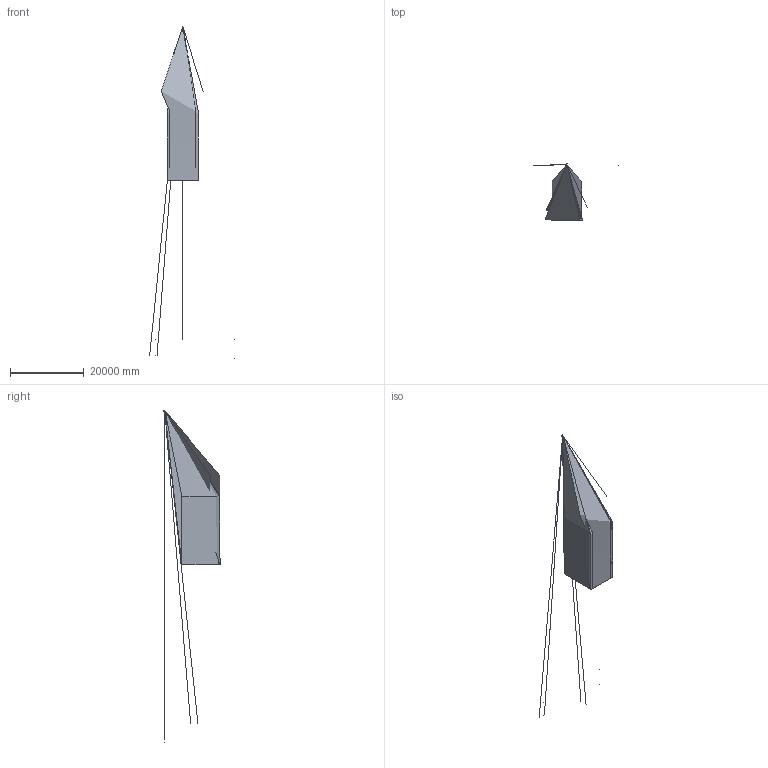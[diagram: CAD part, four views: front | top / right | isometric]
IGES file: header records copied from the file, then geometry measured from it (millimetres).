
Start section: C
Global section: file name: CB047.igs; native system: By Siemens PLM Incorporated; preprocessor: XPlus GENERIC/IGES 18.0.17; author: Author; organization: Title; date: 20160622.082706; units: millimetre
Bounding box: 23000 x 15246.67 x 90214.54 mm (x, y, z)
Volume: 989347 mm3; surface area: 125146.9 mm2
Topology: 11 solids, 18 shells, 302 faces, 683 edges, 422 vertices
Faces by surface type: bspline 302
